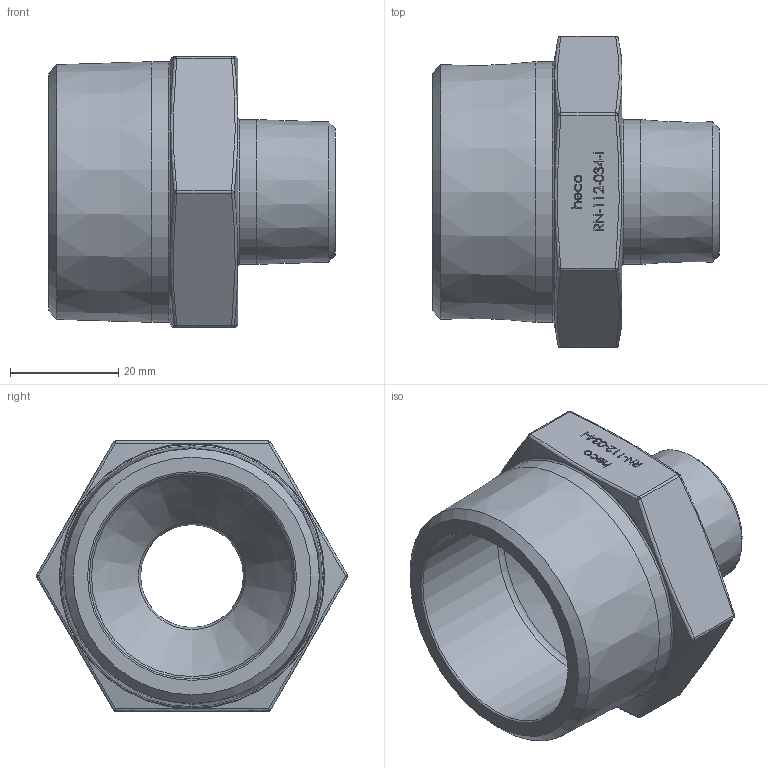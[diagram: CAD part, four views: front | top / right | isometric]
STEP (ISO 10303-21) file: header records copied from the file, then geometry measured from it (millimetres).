
FILE_DESCRIPTION (( 'STEP AP214' ), '1' );
FILE_NAME ('RN-112-034-I 2309.STEP', '2023-09-12T13:03:44', ( '' ), ( '' ), 'SwSTEP 2.0', 'SolidWorks 2019', '' );
FILE_SCHEMA (( 'AUTOMOTIVE_DESIGN' ));
Length unit declared in the file: millimetre
Products named in the file (1): RN-112-034-I  2309
Bounding box: 53 x 57.58 x 50.01 mm (x, y, z)
Volume: 39570.5 mm3; surface area: 14461.8 mm2
Topology: 1 solids, 1 shells, 233 faces, 590 edges, 378 vertices
Faces by surface type: plane 115, bspline 81, sphere 12, cylinder 10, torus 8, cone 7
Full cylindrical faces by diameter (mm): 19 x1, 26.753 x1, 38 x1, 48.203 x1
Entity records: 12764 total; most frequent: CARTESIAN_POINT 5984, ORIENTED_EDGE 1106, DIRECTION 755, EDGE_CURVE 553, VERTEX_POINT 364, LINE 333, VECTOR 333, EDGE_LOOP 277
